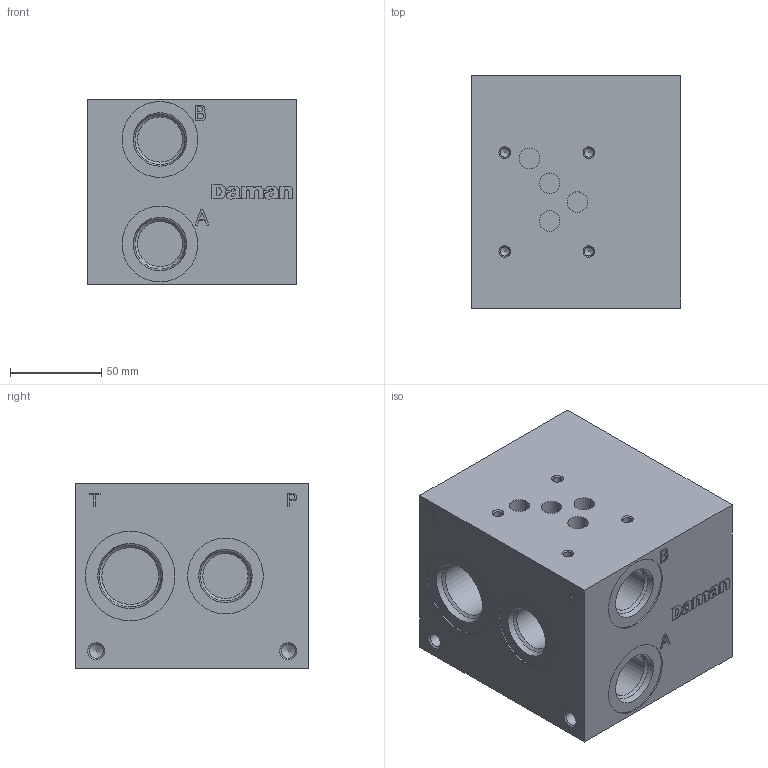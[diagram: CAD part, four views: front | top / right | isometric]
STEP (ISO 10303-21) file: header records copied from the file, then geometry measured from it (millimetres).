
FILE_DESCRIPTION( ( 'STEP AP214' ), ' ' );
FILE_NAME( 'AD05HP013S_S.stp', '2018-04-23T18:14:17', ( '' ), ( '' ), ' ', 'PARTsolutions', ' ' );
FILE_SCHEMA( ( 'AUTOMOTIVE_DESIGN { 1 0 10303 214 1 1 1 1 }' ) );
Length unit declared in the file: inch
Products named in the file (1): _AD05HP013S/S
Bounding box: 114.3 x 127 x 101.6 mm (x, y, z)
Volume: 1348657.7 mm3; surface area: 98520.3 mm2
Topology: 1 solids, 1 shells, 259 faces, 631 edges, 411 vertices
Faces by surface type: plane 158, cylinder 69, cone 32
Full cylindrical faces by diameter (mm): 4.976 x4, 7.805 x4, 11.201 x4, 22.25 x1, 23.749 x1, 24.696 x4, 26.213 x1, 27.407 x1, 31.046 x2, 33.325 x1, 41.453 x4, 48.971 x2
Entity records: 9294 total; most frequent: CARTESIAN_POINT 1268, DIRECTION 1235, ORIENTED_EDGE 1112, EDGE_CURVE 556, AXIS2_PLACEMENT_3D 420, VERTEX_POINT 406, LINE 395, VECTOR 395
